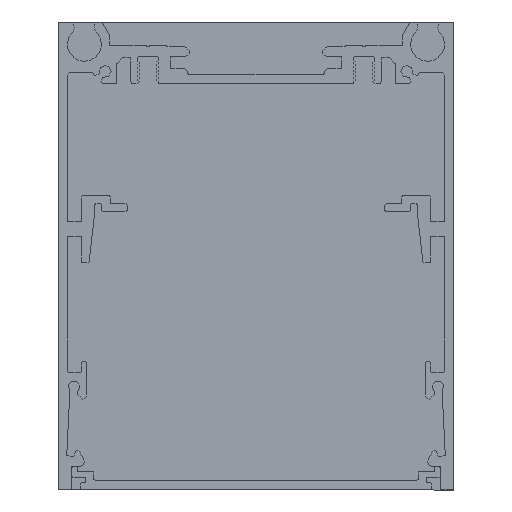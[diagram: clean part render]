
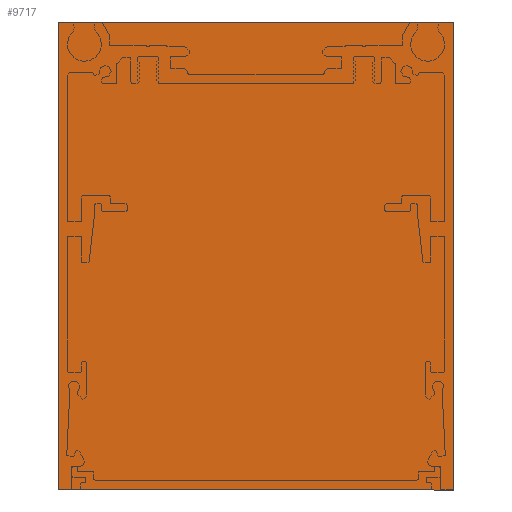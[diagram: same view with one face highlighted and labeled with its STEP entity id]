
A CAD part, front view. The second image highlights one B-rep face of the part: STEP entity #9717.
In plain terms, the highlighted planar face has unit normal (0, -1, 0).
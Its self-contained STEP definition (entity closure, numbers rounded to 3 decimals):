
#249=PLANE('',#10680);
#717=FACE_OUTER_BOUND('',#1193,.T.);
#1193=EDGE_LOOP('',(#8517,#8518,#8519,#8520));
#2087=LINE('',#16202,#2995);
#2090=LINE('',#16208,#2998);
#2093=LINE('',#16214,#3001);
#2096=LINE('',#16218,#3004);
#2995=VECTOR('',#13434,10.);
#2998=VECTOR('',#13439,10.);
#3001=VECTOR('',#13444,10.);
#3004=VECTOR('',#13449,10.);
#4395=VERTEX_POINT('',#16199);
#4396=VERTEX_POINT('',#16201);
#4398=VERTEX_POINT('',#16207);
#4400=VERTEX_POINT('',#16213);
#5767=EDGE_CURVE('',#4396,#4395,#2087,.T.);
#5770=EDGE_CURVE('',#4398,#4396,#2090,.T.);
#5773=EDGE_CURVE('',#4400,#4398,#2093,.T.);
#5776=EDGE_CURVE('',#4395,#4400,#2096,.T.);
#8517=ORIENTED_EDGE('',*,*,#5776,.T.);
#8518=ORIENTED_EDGE('',*,*,#5773,.T.);
#8519=ORIENTED_EDGE('',*,*,#5770,.T.);
#8520=ORIENTED_EDGE('',*,*,#5767,.T.);
#9717=ADVANCED_FACE('',(#717),#249,.T.);
#10680=AXIS2_PLACEMENT_3D('',#16219,#13450,#13451);
#13434=DIRECTION('',(0.,0.,-1.));
#13439=DIRECTION('',(-1.,0.,0.));
#13444=DIRECTION('',(0.,0.,1.));
#13449=DIRECTION('',(1.,0.,0.));
#13450=DIRECTION('center_axis',(0.,-1.,0.));
#13451=DIRECTION('ref_axis',(1.,0.,0.));
#16199=CARTESIAN_POINT('',(-38.,-1417.75,-80.));
#16201=CARTESIAN_POINT('',(-38.,-1417.75,10.));
#16202=CARTESIAN_POINT('',(-38.,-1417.75,10.));
#16207=CARTESIAN_POINT('',(38.,-1417.75,10.));
#16208=CARTESIAN_POINT('',(38.,-1417.75,10.));
#16213=CARTESIAN_POINT('',(38.,-1417.75,-80.));
#16214=CARTESIAN_POINT('',(38.,-1417.75,-80.));
#16218=CARTESIAN_POINT('',(-38.,-1417.75,-80.));
#16219=CARTESIAN_POINT('Origin',(0.,-1417.75,-35.));
